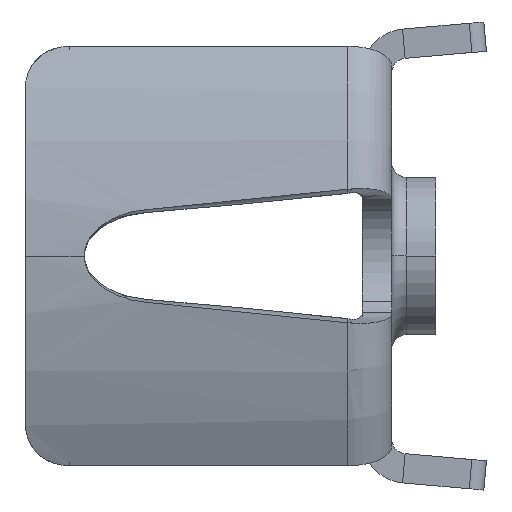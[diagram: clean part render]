
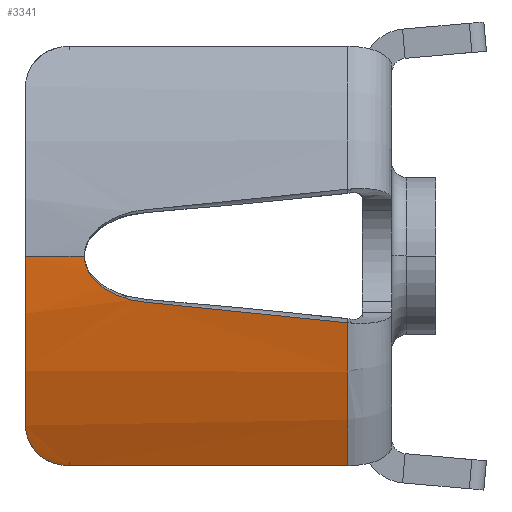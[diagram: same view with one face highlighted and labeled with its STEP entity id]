
A CAD part, front view. The second image highlights one B-rep face of the part: STEP entity #3341.
In plain terms, the highlighted cylindrical face has radius 31.542 mm (diameter 63.083 mm), a partial arc.
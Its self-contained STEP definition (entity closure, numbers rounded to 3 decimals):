
#852=CARTESIAN_POINT('',(-21.,-74.,0.));
#949=CARTESIAN_POINT('',(-25.,-42.458,0.));
#950=DIRECTION('',(1.,0.,0.));
#951=DIRECTION('',(0.,-1.,0.));
#952=AXIS2_PLACEMENT_3D('',#949,#950,#951);
#972=CARTESIAN_POINT('',(-25.,-71.798,-11.577));
#973=CARTESIAN_POINT('',(-25.,-71.702,
-11.822));
#974=CARTESIAN_POINT('',(-24.931,-71.503,
-12.308));
#975=CARTESIAN_POINT('',(-24.629,-71.209,
-12.978));
#976=CARTESIAN_POINT('',(-24.147,-70.944,
-13.548));
#977=CARTESIAN_POINT('',(-23.519,-70.732,
-13.983));
#978=CARTESIAN_POINT('',(-22.786,-70.596,
-14.254));
#979=CARTESIAN_POINT('',(-22.262,-70.564,
-14.315));
#980=CARTESIAN_POINT('',(-22.,-70.564,-14.315));
#982=DIRECTION('',(-1.,0.,0.));
#983=VECTOR('',#982,19.);
#984=CARTESIAN_POINT('',(-3.,-70.564,-14.315));
#985=LINE('',#984,#983);
#994=CARTESIAN_POINT('',(-16.726,-73.841,
-3.164));
#995=CARTESIAN_POINT('',(-17.312,-73.845,
-3.122));
#996=CARTESIAN_POINT('',(-18.46,-73.87,
-2.88));
#997=CARTESIAN_POINT('',(-19.869,-73.932,
-2.135));
#998=CARTESIAN_POINT('',(-20.788,-73.986,
-1.131));
#999=CARTESIAN_POINT('',(-21.,-74.,-0.376));
#1000=CARTESIAN_POINT('',(-21.,-74.,0.));
#1002=CARTESIAN_POINT('',(-16.726,-73.841,
-3.164));
#1003=CARTESIAN_POINT('',(-14.433,-73.825,
-3.326));
#1004=CARTESIAN_POINT('',(-9.851,-73.785,
-3.698));
#1005=CARTESIAN_POINT('',(-5.28,-73.717,
-4.226));
#1006=CARTESIAN_POINT('',(-3.,-73.668,
-4.561));
#1008=CARTESIAN_POINT('',(-3.,-42.458,
0.));
#1009=DIRECTION('',(1.,0.,0.));
#1010=DIRECTION('',(0.,-0.989,-0.145));
#1011=AXIS2_PLACEMENT_3D('',#1008,#1009,#1010);
#1013=DIRECTION('',(-1.,0.,0.));
#1014=VECTOR('',#1013,4.);
#1015=CARTESIAN_POINT('',(-21.,-74.,0.));
#1016=LINE('',#1015,#1014);
#1067=CARTESIAN_POINT('',(-3.,-73.668,
-4.561));
#1725=VERTEX_POINT('',#852);
#1727=CARTESIAN_POINT('',(-25.,-74.,0.));
#1728=VERTEX_POINT('',#1727);
#1736=VERTEX_POINT('',#1067);
#1738=CARTESIAN_POINT('',(-3.,-70.564,-14.315));
#1739=VERTEX_POINT('',#1738);
#1740=VERTEX_POINT('',#994);
#1741=CARTESIAN_POINT('',(-22.,-70.564,-14.315));
#1742=VERTEX_POINT('',#1741);
#1743=VERTEX_POINT('',#972);
#3324=CARTESIAN_POINT('',(-1.,-42.458,0.));
#3325=DIRECTION('',(1.,0.,0.));
#3326=DIRECTION('',(0.,1.,0.));
#3327=AXIS2_PLACEMENT_3D('',#3324,#3325,#3326);
#3328=CYLINDRICAL_SURFACE('',#3327,31.542);
#3330=ORIENTED_EDGE('',*,*,#3329,.F.);
#3332=ORIENTED_EDGE('',*,*,#3331,.T.);
#3334=ORIENTED_EDGE('',*,*,#3333,.T.);
#3335=ORIENTED_EDGE('',*,*,#3315,.T.);
#3336=ORIENTED_EDGE('',*,*,#3304,.F.);
#3337=ORIENTED_EDGE('',*,*,#3289,.F.);
#3338=ORIENTED_EDGE('',*,*,#3161,.F.);
#3339=EDGE_LOOP('',(#3330,#3332,#3334,#3335,#3336,#3337,#3338));
#3340=FACE_OUTER_BOUND('',#3339,.F.);
#3341=ADVANCED_FACE('',(#3340),#3328,.T.);
#953=CIRCLE('',#952,31.542);
#981=B_SPLINE_CURVE_WITH_KNOTS('',3,(#972,#973,#974,#975,#976,#977,#978,#979,
#980),.UNSPECIFIED.,.F.,.F.,(4,1,1,1,1,1,4),(0.,0.167,
0.333,0.5,0.667,0.833,1.),
.UNSPECIFIED.);
#1001=B_SPLINE_CURVE_WITH_KNOTS('',3,(#994,#995,#996,#997,#998,#999,#1000),
.UNSPECIFIED.,.F.,.F.,(4,1,1,1,4),(0.,0.25,0.5,0.75,1.),
.UNSPECIFIED.);
#1007=B_SPLINE_CURVE_WITH_KNOTS('',3,(#1002,#1003,#1004,#1005,#1006),
.UNSPECIFIED.,.F.,.F.,(4,1,4),(0.,0.5,1.),.UNSPECIFIED.);
#1012=CIRCLE('',#1011,31.542);
#3161=EDGE_CURVE('',#1725,#1728,#1016,.T.);
#3289=EDGE_CURVE('',#1728,#1743,#953,.T.);
#3304=EDGE_CURVE('',#1743,#1742,#981,.T.);
#3315=EDGE_CURVE('',#1739,#1742,#985,.T.);
#3329=EDGE_CURVE('',#1740,#1725,#1001,.T.);
#3331=EDGE_CURVE('',#1740,#1736,#1007,.T.);
#3333=EDGE_CURVE('',#1736,#1739,#1012,.T.);
